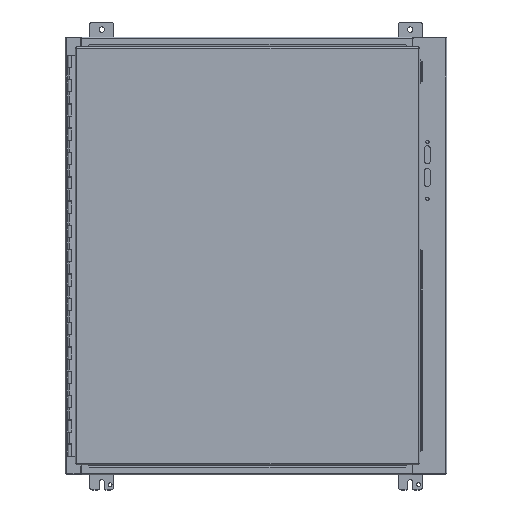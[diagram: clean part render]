
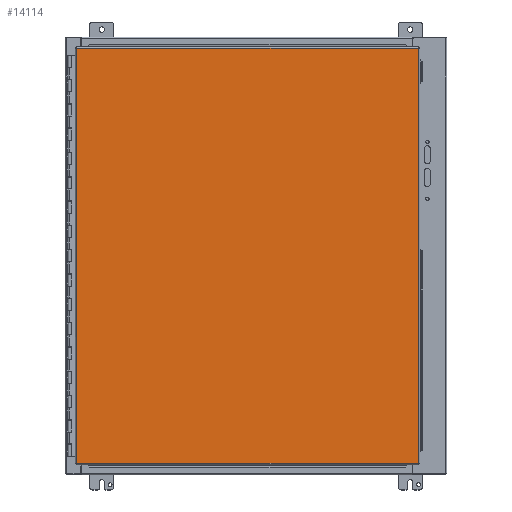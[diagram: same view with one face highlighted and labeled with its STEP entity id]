
A CAD part, top view. The second image highlights one B-rep face of the part: STEP entity #14114.
In plain terms, the highlighted planar face has unit normal (0, 0, 1).
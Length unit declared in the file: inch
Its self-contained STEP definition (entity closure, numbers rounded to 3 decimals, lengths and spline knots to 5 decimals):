
#1644=FACE_OUTER_BOUND('',#2424,.T.);
#2424=EDGE_LOOP('',(#11742,#11743,#11744,#11745));
#3787=LINE('',#23134,#5170);
#3793=LINE('',#23215,#5176);
#3799=LINE('',#23297,#5182);
#3806=LINE('',#23378,#5189);
#5170=VECTOR('',#18586,34.1645);
#5176=VECTOR('',#18600,28.13325);
#5182=VECTOR('',#18614,34.1645);
#5189=VECTOR('',#18631,28.13325);
#6363=VERTEX_POINT('',#23125);
#6364=VERTEX_POINT('',#23133);
#6367=VERTEX_POINT('',#23207);
#6371=VERTEX_POINT('',#23289);
#8159=EDGE_CURVE('',#6364,#6363,#3787,.T.);
#8169=EDGE_CURVE('',#6363,#6367,#3793,.T.);
#8179=EDGE_CURVE('',#6367,#6371,#3799,.T.);
#8190=EDGE_CURVE('',#6371,#6364,#3806,.T.);
#11742=ORIENTED_EDGE('',*,*,#8159,.T.);
#11743=ORIENTED_EDGE('',*,*,#8169,.T.);
#11744=ORIENTED_EDGE('',*,*,#8179,.T.);
#11745=ORIENTED_EDGE('',*,*,#8190,.T.);
#12793=PLANE('',#15217);
#14114=ADVANCED_FACE('',(#1644),#12793,.T.);
#15217=AXIS2_PLACEMENT_3D('',#23446,#18641,#18642);
#18586=DIRECTION('',(0.,1.,0.));
#18600=DIRECTION('',(-1.,0.,0.));
#18614=DIRECTION('',(0.,-1.,0.));
#18631=DIRECTION('',(1.,0.,0.));
#18641=DIRECTION('center_axis',(0.,0.,1.));
#18642=DIRECTION('ref_axis',(1.,0.,0.));
#23125=CARTESIAN_POINT('',(28.2385,34.26975,0.074));
#23133=CARTESIAN_POINT('',(28.2385,0.10525,0.074));
#23134=CARTESIAN_POINT('',(28.2385,8.64638,0.074));
#23207=CARTESIAN_POINT('',(0.10525,34.26975,0.074));
#23215=CARTESIAN_POINT('',(21.20519,34.26975,0.074));
#23289=CARTESIAN_POINT('',(0.10525,0.10525,0.074));
#23297=CARTESIAN_POINT('',(0.10525,25.72863,0.074));
#23378=CARTESIAN_POINT('',(7.13856,0.10525,0.074));
#23446=CARTESIAN_POINT('Origin',(14.17188,17.1875,0.074));
